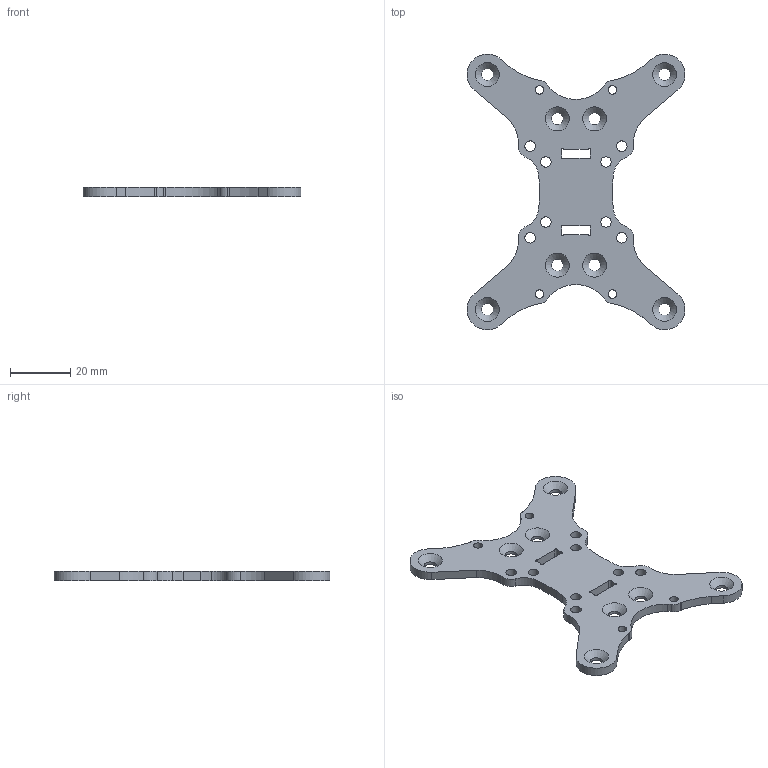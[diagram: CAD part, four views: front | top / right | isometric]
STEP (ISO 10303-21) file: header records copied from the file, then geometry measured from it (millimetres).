
FILE_DESCRIPTION(/* description */ (''),/* implementation_level */ '2;1');
FILE_NAME(/* name */ 'T_v2_Bottom_Plate_7_Inch_3mm.step',/* time_stamp */ '2021-11-16T20:29:58-05:00',/* author */ (''),/* organization */ (''),/* preprocessor_version */ 'ST-DEVELOPER v18.1',/* originating_system */ 'Autodesk Translation Framework v10.10.0.1391',/* authorisation */ '');
FILE_SCHEMA (('AUTOMOTIVE_DESIGN { 1 0 10303 214 3 1 1 }'));
Length unit declared in the file: millimetre
Products named in the file (1): (Unsaved)
Bounding box: 72.53 x 91.73 x 3 mm (x, y, z)
Volume: 9237.4 mm3; surface area: 8213.8 mm2
Topology: 1 solids, 1 shells, 96 faces, 274 edges, 180 vertices
Faces by surface type: cylinder 68, plane 20, cone 8
Full cylindrical faces by diameter (mm): 2.9 x4, 3.5 x8, 4 x8
Entity records: 3326 total; most frequent: DIRECTION 612, CARTESIAN_POINT 551, ORIENTED_EDGE 548, EDGE_CURVE 274, AXIS2_PLACEMENT_3D 241, VERTEX_POINT 180, CIRCLE 144, EDGE_LOOP 140
